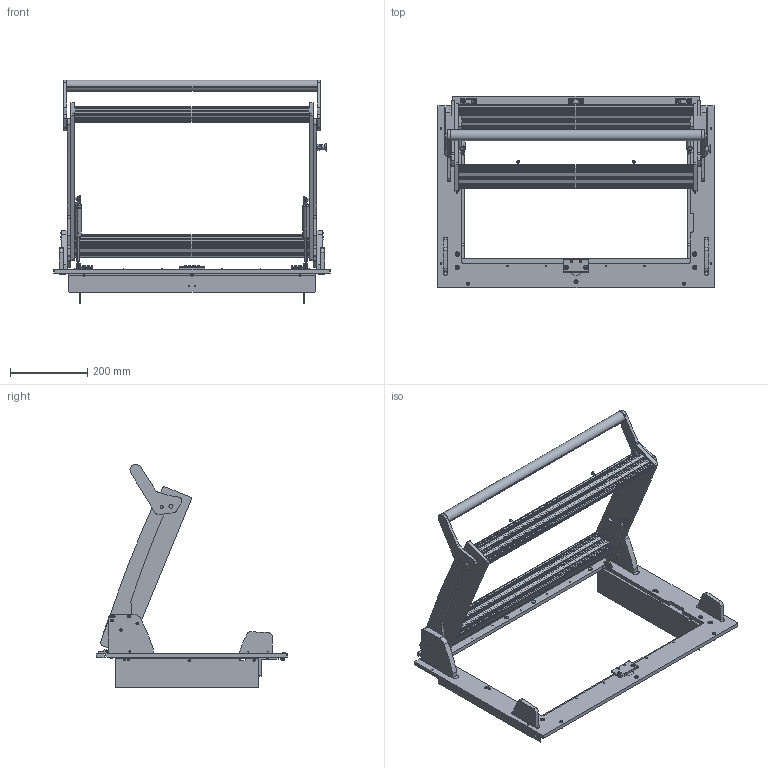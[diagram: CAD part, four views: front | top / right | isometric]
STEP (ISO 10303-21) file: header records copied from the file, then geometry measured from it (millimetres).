
FILE_DESCRIPTION (( 'STEP AP214' ), '1' );
FILE_NAME ('INGUN_100685_open.STEP', '2023-04-12T09:19:58', ( '' ), ( '' ), 'SwSTEP 2.0', 'SolidWorks 2021', '' );
FILE_SCHEMA (( 'AUTOMOTIVE_DESIGN' ));
Length unit declared in the file: millimetre
Products named in the file (55): 111995~1_S; 57801~2_S; DIN125~n_06,4 M06,0 Fase; 39894~2_KUNDE<S>; K_02038~0; 109952~0_KUNDE<S>; 3381~0; DIN6325~n_06,0m6x012; 40335~0_S; 109955~0_KUNDE<S>; DIN934~n_M05,0; 31446~15_KUNDE<S>; 48509~2_S; 40512~8_KUNDE<S>; 49317~0; 40333~2_S; 35469~1; 109128~0_offen <S>; 31194~0; 100683~1_KUNDE<S>; DIN125~n_05,3 M05,0 Fase; ISO7380~n_M04,0x020; 40323~10; 53031~0_S; 55712~0_KUNDE<S>; 37971~8_KUNDE<S>; DIN6325~n_04,0m6x016; 2281~0_180ø<Standard>; 109953~0_KUNDE<S>; 40513~4_KUNDE<S>; 40328~0_mit Zentrierstifen <S>; 34328~1_S; 53734~1_KUNDE<S>; ISO7380~n_M05,0x016; 39893~3_KUNDE<S>; DIN7991~n_M05,0x020; 40329~0_S; 100684~2_Kunde<S>; 2281~0; 47523~0_S ...
Assembly tree (139 placements, depth 5):
  INGUN_100685_open
    100683~1_KUNDE<S>
      31444~14_KUNDE<S>
      31446~15_KUNDE<S>
      34328~1_S  x2
      40329~0_S
      40328~0_mit Zentrierstifen <S>
      3381~0  x2
      ISO7380~n_M04,0x020  x2
      3521~0_Spring Pin ISO 8752 - 3 x 16 - St  x4
      57801~2_S  x2
      49317~0  x2
      DIN125~n_06,4 M06,0 Fase  x2
    100684~2_Kunde<S>
      40323~10
      40324~2_S
      37972~6_KUNDE<S>
      37971~8_KUNDE<S>
      48509~2_S
      2281~0_180ø<Standard>  x3
        2281~0
      40333~2_S
      53031~0_S
      114566~0_S  x2
        112087~1_S
          111995~1_S
          112086~2_S
          DIN125~n_05,3 M05,0 Fase
        49317~0
        DIN912~n_M04,0x016
        DIN125~n_04,3 M04,0
        DIN125~n_06,4 M06,0 Fase
      DIN7991~n_M05,0x016  x15
      DIN7991~n_M05,0x020  x6
      DIN125~n_05,3 M05,0 Fase  x4
      DIN934~n_M05,0  x4
      DIN6325~n_04,0m6x016  x6
      DIN6325~n_06,0m6x012  x2
    109952~0_KUNDE<S>
      53734~1_KUNDE<S>
    109953~0_KUNDE<S>
      53734~1_KUNDE<S>
    40512~8_KUNDE<S>
    40513~4_KUNDE<S>
    39894~2_KUNDE<S>
    39893~3_KUNDE<S>
    109955~0_KUNDE<S>
      40335~0_S
      55712~0_KUNDE<S>  x2
    47523~0_S  x10
    37967~1
      K_02037~0
      K_02038~0
    35469~1
      K_02037~0_Standard ohne Dyn Punkt<Standard>
      K_02038~0
    109128~0_offen <S>
    31194~0  x2
    ISO7380~n_M05,0x016  x8
    DIN125~n_05,3 M05,0 Fase  x8
Bounding box: 716 x 496 x 580.34 mm (x, y, z)
Volume: 4326162.6 mm3; surface area: 1912476.4 mm2
Topology: 142 solids, 142 shells, 3358 faces, 8533 edges, 5451 vertices
Faces by surface type: cylinder 1360, plane 1288, cone 517, bspline 93, sphere 64, torus 36
Entity records: 59016 total; most frequent: CARTESIAN_POINT 10689, DIRECTION 9877, ORIENTED_EDGE 8926, EDGE_CURVE 4463, AXIS2_PLACEMENT_3D 3701, VERTEX_POINT 2892, VECTOR 2475, LINE 2475
